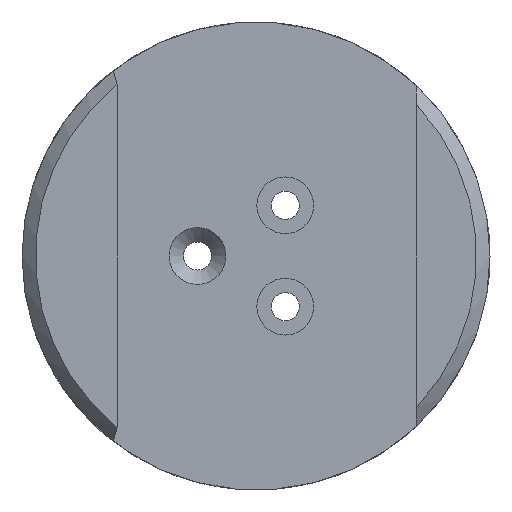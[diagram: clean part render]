
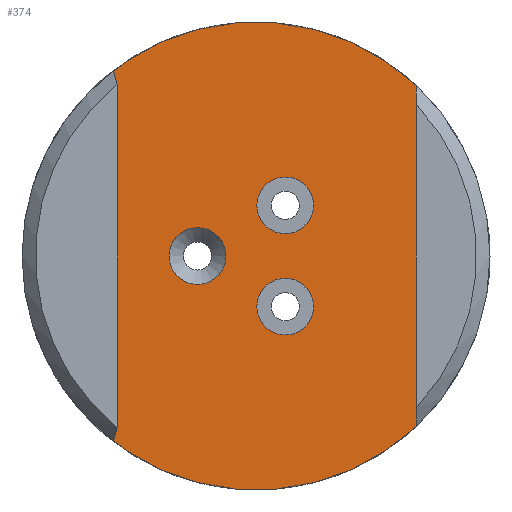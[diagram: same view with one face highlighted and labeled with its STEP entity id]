
A CAD part, left-side view. The second image highlights one B-rep face of the part: STEP entity #374.
In plain terms, the highlighted planar face has unit normal (-1, 0, 0).
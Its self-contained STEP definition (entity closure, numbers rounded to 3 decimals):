
#47=FACE_BOUND('',#143,.T.);
#48=FACE_BOUND('',#144,.T.);
#49=FACE_BOUND('',#145,.T.);
#50=LINE('',#593,#67);
#52=LINE('',#600,#69);
#67=VECTOR('',#463,10.);
#69=VECTOR('',#471,10.);
#93=PLANE('',#437);
#114=FACE_OUTER_BOUND('',#142,.T.);
#142=EDGE_LOOP('',(#341,#342,#343,#344));
#143=EDGE_LOOP('',(#345));
#144=EDGE_LOOP('',(#346));
#145=EDGE_LOOP('',(#347));
#155=CIRCLE('',#413,35.);
#156=CIRCLE('',#414,35.);
#162=CIRCLE('',#423,4.25);
#164=CIRCLE('',#426,4.25);
#166=CIRCLE('',#429,4.25);
#178=VERTEX_POINT('',#590);
#179=VERTEX_POINT('',#592);
#180=VERTEX_POINT('',#598);
#181=VERTEX_POINT('',#599);
#197=VERTEX_POINT('',#687);
#199=VERTEX_POINT('',#693);
#201=VERTEX_POINT('',#699);
#210=EDGE_CURVE('',#179,#178,#50,.T.);
#213=EDGE_CURVE('',#180,#181,#52,.T.);
#229=EDGE_CURVE('',#178,#181,#155,.T.);
#231=EDGE_CURVE('',#180,#179,#156,.T.);
#238=EDGE_CURVE('',#197,#197,#162,.T.);
#241=EDGE_CURVE('',#199,#199,#164,.T.);
#244=EDGE_CURVE('',#201,#201,#166,.T.);
#341=ORIENTED_EDGE('',*,*,#213,.F.);
#342=ORIENTED_EDGE('',*,*,#231,.T.);
#343=ORIENTED_EDGE('',*,*,#210,.T.);
#344=ORIENTED_EDGE('',*,*,#229,.T.);
#345=ORIENTED_EDGE('',*,*,#244,.T.);
#346=ORIENTED_EDGE('',*,*,#238,.T.);
#347=ORIENTED_EDGE('',*,*,#241,.T.);
#374=ADVANCED_FACE('',(#114,#47,#48,#49),#93,.T.);
#413=AXIS2_PLACEMENT_3D('',#670,#501,#502);
#414=AXIS2_PLACEMENT_3D('',#672,#504,#505);
#423=AXIS2_PLACEMENT_3D('',#688,#523,#524);
#426=AXIS2_PLACEMENT_3D('',#694,#530,#531);
#429=AXIS2_PLACEMENT_3D('',#700,#537,#538);
#437=AXIS2_PLACEMENT_3D('',#715,#558,#559);
#463=DIRECTION('',(0.,-0.866,0.5));
#471=DIRECTION('',(0.,-0.866,0.5));
#501=DIRECTION('center_axis',(-1.,0.,0.));
#502=DIRECTION('ref_axis',(0.,0.5,0.866));
#504=DIRECTION('center_axis',(-1.,0.,0.));
#505=DIRECTION('ref_axis',(0.,0.5,0.866));
#523=DIRECTION('center_axis',(1.,0.,0.));
#524=DIRECTION('ref_axis',(0.,0.5,0.866));
#530=DIRECTION('center_axis',(1.,0.,0.));
#531=DIRECTION('ref_axis',(0.,0.5,0.866));
#537=DIRECTION('center_axis',(1.,0.,0.));
#538=DIRECTION('ref_axis',(0.,0.5,0.866));
#558=DIRECTION('center_axis',(-1.,0.,0.));
#559=DIRECTION('ref_axis',(0.,0.5,0.866));
#590=CARTESIAN_POINT('',(-3.,-34.062,-8.049));
#592=CARTESIAN_POINT('',(-3.,10.06,-33.523));
#593=CARTESIAN_POINT('',(-3.,-12.001,-20.786));
#598=CARTESIAN_POINT('',(-3.,34.062,8.047));
#599=CARTESIAN_POINT('',(-3.,-10.062,33.522));
#600=CARTESIAN_POINT('',(-3.,22.358,14.804));
#670=CARTESIAN_POINT('Origin',(-3.,0.,0.));
#672=CARTESIAN_POINT('Origin',(-3.,0.,0.));
#687=CARTESIAN_POINT('',(-3.,-6.5,-11.258));
#688=CARTESIAN_POINT('Origin',(-3.,-4.375,-7.578));
#693=CARTESIAN_POINT('',(-3.,6.625,-3.681));
#694=CARTESIAN_POINT('Origin',(-3.,8.75,0.));
#699=CARTESIAN_POINT('',(-3.,-6.5,3.897));
#700=CARTESIAN_POINT('Origin',(-3.,-4.375,7.578));
#715=CARTESIAN_POINT('Origin',(-3.,0.,0.));
